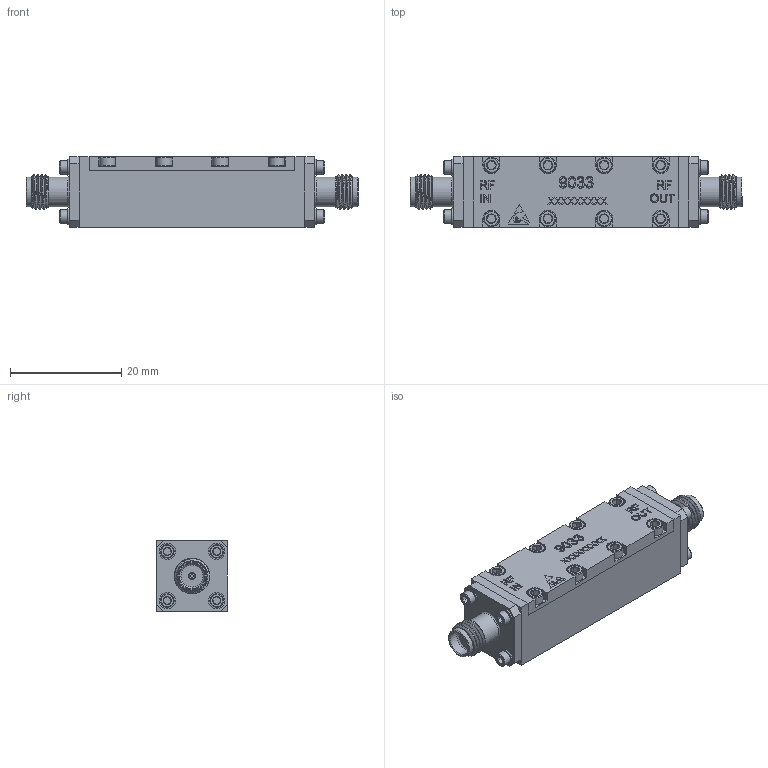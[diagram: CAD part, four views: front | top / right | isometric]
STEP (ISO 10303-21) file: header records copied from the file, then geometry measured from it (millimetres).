
FILE_DESCRIPTION (( 'STEP AP203' ), '1' );
FILE_NAME ('FMAT9033_3D.step', '2022-05-10T21:29:34', ( '' ), ( '' ), 'SwSTEP 2.0', 'SolidWorks 2021', '' );
FILE_SCHEMA (( 'CONFIG_CONTROL_DESIGN' ));
Length unit declared in the file: inch
Products named in the file (1): FMAT9033_3D
Bounding box: 59.79 x 12.7 x 12.7 mm (x, y, z)
Volume: 7374.8 mm3; surface area: 3743.4 mm2
Topology: 1 solids, 9 shells, 889 faces, 2099 edges, 1323 vertices
Faces by surface type: plane 491, bspline 152, cone 140, cylinder 104, torus 2
Full cylindrical faces by diameter (mm): 0.521 x1, 1.016 x2, 1.27 x4, 1.524 x24, 1.778 x2, 1.854 x10, 2.184 x2, 2.438 x8, 2.853 x8, 2.946 x8, 4.521 x2, 5.08 x2, 5.334 x4
Entity records: 38742 total; most frequent: CARTESIAN_POINT 20685, ORIENTED_EDGE 3786, DIRECTION 3165, EDGE_CURVE 1893, VERTEX_POINT 1244, VECTOR 1137, LINE 1137, EDGE_LOOP 1079
